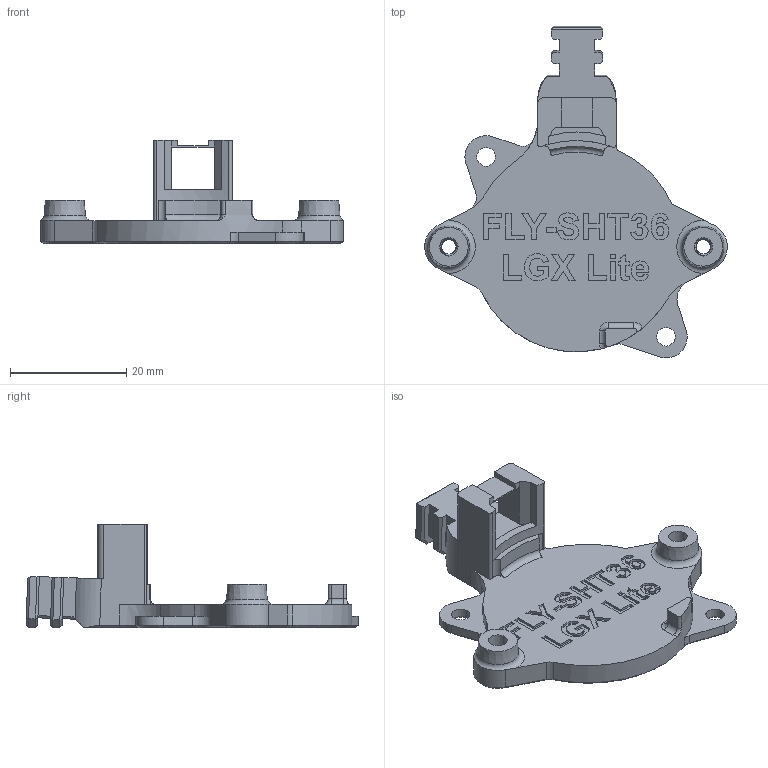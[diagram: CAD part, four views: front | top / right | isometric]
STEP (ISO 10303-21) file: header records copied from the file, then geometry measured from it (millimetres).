
FILE_DESCRIPTION(/* description */ (''),/* implementation_level */ '2;1');
FILE_NAME(/* name */ 'FLY-SHT36_LGX-Lite.step',/* time_stamp */ '2022-05-05T14:53:02-04:00',/* author */ (''),/* organization */ (''),/* preprocessor_version */ 'ST-DEVELOPER v18.1',/* originating_system */ 'Autodesk Translation Framework v10.14.0.1471',/* authorisation */ '');
FILE_SCHEMA (('AUTOMOTIVE_DESIGN { 1 0 10303 214 3 1 1 }'));
Length unit declared in the file: millimetre
Products named in the file (2): FLY-SHT36_LGX-Lite; M3 Threaded Insert (1)
Assembly tree (2 placements, depth 2):
  FLY-SHT36_LGX-Lite
    M3 Threaded Insert (1)  x2
Bounding box: 52.12 x 57.19 x 17.85 mm (x, y, z)
Volume: 7406.4 mm3; surface area: 5416 mm2
Topology: 3 solids, 3 shells, 950 faces, 2701 edges, 1783 vertices
Faces by surface type: bspline 443, cylinder 239, plane 236, cone 26, torus 6
Full cylindrical faces by diameter (mm): 2.5 x14, 3.041 x14, 3.2 x4, 4.4 x4, 4.5 x2, 4.7 x2
Entity records: 32731 total; most frequent: CARTESIAN_POINT 16771, ORIENTED_EDGE 3820, DIRECTION 2809, EDGE_CURVE 1910, VERTEX_POINT 1256, AXIS2_PLACEMENT_3D 1020, LINE 769, VECTOR 769
